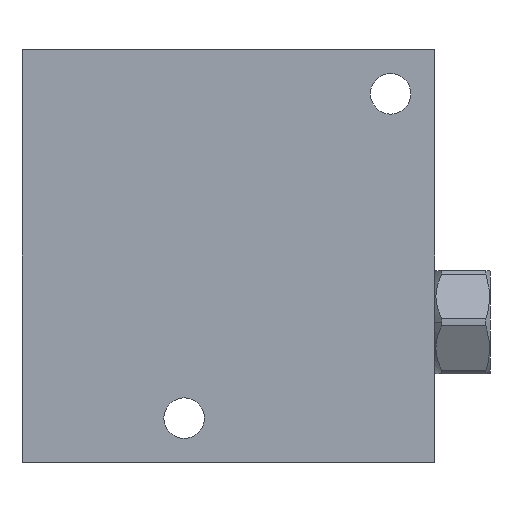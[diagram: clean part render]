
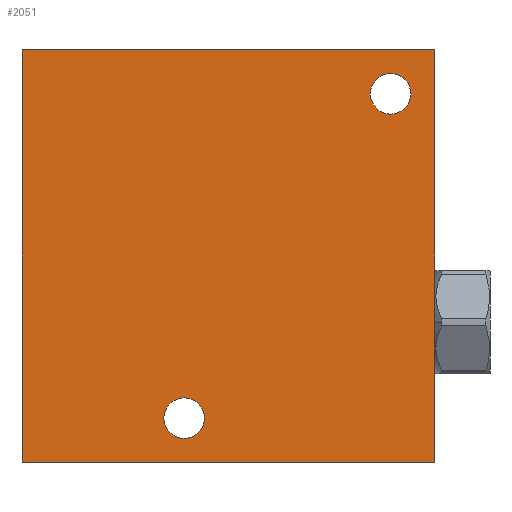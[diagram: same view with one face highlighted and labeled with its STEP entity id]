
A CAD part, left-side view. The second image highlights one B-rep face of the part: STEP entity #2051.
In plain terms, the highlighted planar face has unit normal (-1, 0, 0).
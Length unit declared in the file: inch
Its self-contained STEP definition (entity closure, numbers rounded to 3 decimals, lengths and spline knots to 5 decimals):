
#1=DIRECTION('',(0.,-1.,0.));
#2=VECTOR('',#1,3.5);
#3=CARTESIAN_POINT('',(0.,0.,0.));
#4=LINE('',#3,#2);
#37=DIRECTION('',(0.,0.,1.));
#38=VECTOR('',#37,3.5);
#39=CARTESIAN_POINT('',(0.,0.,0.));
#40=LINE('',#39,#38);
#41=CARTESIAN_POINT('',(0.,-1.375,0.375));
#42=DIRECTION('',(1.,0.,0.));
#43=DIRECTION('',(0.,0.,-1.));
#44=AXIS2_PLACEMENT_3D('',#41,#42,#43);
#46=CARTESIAN_POINT('',(0.,-1.375,0.375));
#47=DIRECTION('',(1.,0.,0.));
#48=DIRECTION('',(0.,0.,1.));
#49=AXIS2_PLACEMENT_3D('',#46,#47,#48);
#51=CARTESIAN_POINT('',(0.,-3.125,3.125));
#52=DIRECTION('',(1.,0.,0.));
#53=DIRECTION('',(0.,0.,-1.));
#54=AXIS2_PLACEMENT_3D('',#51,#52,#53);
#56=CARTESIAN_POINT('',(0.,-3.125,3.125));
#57=DIRECTION('',(1.,0.,0.));
#58=DIRECTION('',(0.,0.,1.));
#59=AXIS2_PLACEMENT_3D('',#56,#57,#58);
#89=DIRECTION('',(0.,0.,1.));
#90=VECTOR('',#89,3.5);
#91=CARTESIAN_POINT('',(0.,-3.5,0.));
#92=LINE('',#91,#90);
#113=DIRECTION('',(0.,-1.,0.));
#114=VECTOR('',#113,3.5);
#115=CARTESIAN_POINT('',(0.,0.,3.5));
#116=LINE('',#115,#114);
#1707=CARTESIAN_POINT('',(0.,0.,0.));
#1708=CARTESIAN_POINT('',(0.,-3.5,0.));
#1709=VERTEX_POINT('',#1707);
#1710=VERTEX_POINT('',#1708);
#1715=CARTESIAN_POINT('',(0.,0.,3.5));
#1716=CARTESIAN_POINT('',(0.,-3.5,3.5));
#1717=VERTEX_POINT('',#1715);
#1718=VERTEX_POINT('',#1716);
#1771=CARTESIAN_POINT('',(0.,-1.375,0.203));
#1772=CARTESIAN_POINT('',(0.,-1.375,0.547));
#1773=VERTEX_POINT('',#1771);
#1774=VERTEX_POINT('',#1772);
#1779=CARTESIAN_POINT('',(0.,-3.125,2.953));
#1780=CARTESIAN_POINT('',(0.,-3.125,3.297));
#1781=VERTEX_POINT('',#1779);
#1782=VERTEX_POINT('',#1780);
#2025=CARTESIAN_POINT('',(0.,0.,0.));
#2026=DIRECTION('',(-1.,0.,0.));
#2027=DIRECTION('',(0.,-1.,0.));
#2028=AXIS2_PLACEMENT_3D('',#2025,#2026,#2027);
#2029=PLANE('',#2028);
#2030=ORIENTED_EDGE('',*,*,#2002,.F.);
#2032=ORIENTED_EDGE('',*,*,#2031,.T.);
#2034=ORIENTED_EDGE('',*,*,#2033,.T.);
#2036=ORIENTED_EDGE('',*,*,#2035,.F.);
#2037=EDGE_LOOP('',(#2030,#2032,#2034,#2036));
#2038=FACE_OUTER_BOUND('',#2037,.F.);
#2040=ORIENTED_EDGE('',*,*,#2039,.F.);
#2042=ORIENTED_EDGE('',*,*,#2041,.F.);
#2043=EDGE_LOOP('',(#2040,#2042));
#2044=FACE_BOUND('',#2043,.F.);
#2046=ORIENTED_EDGE('',*,*,#2045,.F.);
#2048=ORIENTED_EDGE('',*,*,#2047,.F.);
#2049=EDGE_LOOP('',(#2046,#2048));
#2050=FACE_BOUND('',#2049,.F.);
#2051=ADVANCED_FACE('',(#2038,#2044,#2050),#2029,.T.);
#45=CIRCLE('',#44,0.172);
#50=CIRCLE('',#49,0.172);
#55=CIRCLE('',#54,0.172);
#60=CIRCLE('',#59,0.172);
#2002=EDGE_CURVE('',#1709,#1710,#4,.T.);
#2031=EDGE_CURVE('',#1709,#1717,#40,.T.);
#2033=EDGE_CURVE('',#1717,#1718,#116,.T.);
#2035=EDGE_CURVE('',#1710,#1718,#92,.T.);
#2039=EDGE_CURVE('',#1773,#1774,#45,.T.);
#2041=EDGE_CURVE('',#1774,#1773,#50,.T.);
#2045=EDGE_CURVE('',#1781,#1782,#55,.T.);
#2047=EDGE_CURVE('',#1782,#1781,#60,.T.);
